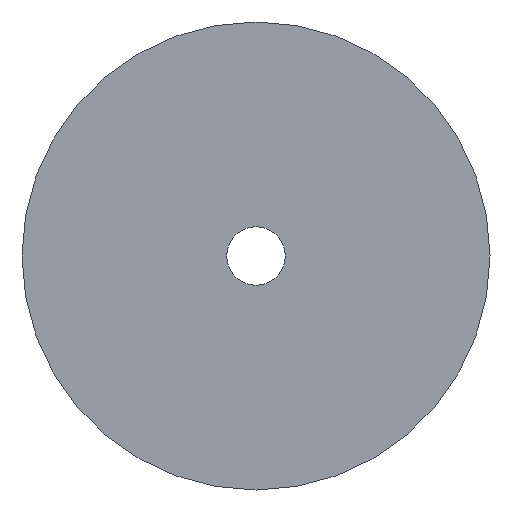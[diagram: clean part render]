
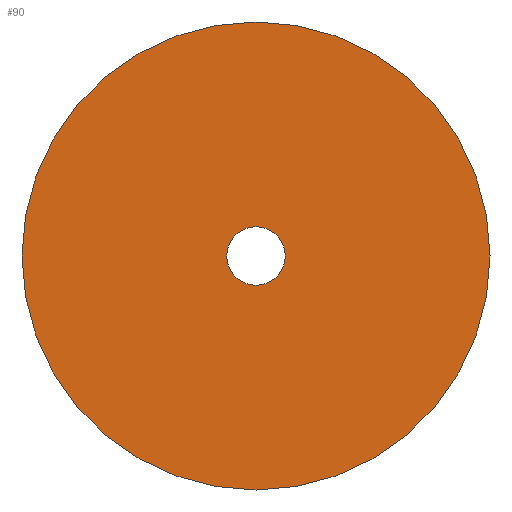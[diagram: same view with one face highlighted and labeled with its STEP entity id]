
A CAD part, front view. The second image highlights one B-rep face of the part: STEP entity #90.
In plain terms, the highlighted planar face has unit normal (0, -1, 0).
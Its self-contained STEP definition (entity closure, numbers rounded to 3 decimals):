
#12 = EDGE_CURVE ( 'NONE', #13, #14, #180, .T. ) ;
#13 = VERTEX_POINT ( 'NONE', #175 ) ;
#14 = VERTEX_POINT ( 'NONE', #174 ) ;
#48 = VERTEX_POINT ( 'NONE', #194 ) ;
#50 = EDGE_CURVE ( 'NONE', #48, #65, #202, .T. ) ;
#56 = ORIENTED_EDGE ( 'NONE', *, *, #50, .F. ) ;
#57 = EDGE_LOOP ( 'NONE', ( #59, #89 ) ) ;
#58 = EDGE_LOOP ( 'NONE', ( #91, #56 ) ) ;
#59 = ORIENTED_EDGE ( 'NONE', *, *, #96, .T. ) ;
#65 = VERTEX_POINT ( 'NONE', #197 ) ;
#89 = ORIENTED_EDGE ( 'NONE', *, *, #12, .T. ) ;
#90 = ADVANCED_FACE ( 'NONE', ( #377, #376 ), #375, .F. ) ;
#91 = ORIENTED_EDGE ( 'NONE', *, *, #92, .F. ) ;
#92 = EDGE_CURVE ( 'NONE', #65, #48, #370, .T. ) ;
#96 = EDGE_CURVE ( 'NONE', #14, #13, #365, .T. ) ;
#174 = CARTESIAN_POINT ( 'NONE',  ( 0., -22., 2.5 ) ) ;
#175 = CARTESIAN_POINT ( 'NONE',  ( 0., -22., -2.5 ) ) ;
#176 = DIRECTION ( 'NONE',  ( 0., 0., 1. ) ) ;
#177 = DIRECTION ( 'NONE',  ( 0., 1., 0. ) ) ;
#178 = CARTESIAN_POINT ( 'NONE',  ( 0., -22., 0. ) ) ;
#179 = AXIS2_PLACEMENT_3D ( 'NONE', #178, #177, #176 ) ;
#180 = CIRCLE ( 'NONE', #179, 2.5 ) ;
#194 = CARTESIAN_POINT ( 'NONE',  ( 0., -22., 20. ) ) ;
#197 = CARTESIAN_POINT ( 'NONE',  ( 0., -22., -20. ) ) ;
#202 = CIRCLE ( 'NONE', #217, 20. ) ;
#207 = DIRECTION ( 'NONE',  ( 0., 0., 1. ) ) ;
#208 = DIRECTION ( 'NONE',  ( 0., 1., 0. ) ) ;
#212 = CARTESIAN_POINT ( 'NONE',  ( 0., -22., 0. ) ) ;
#217 = AXIS2_PLACEMENT_3D ( 'NONE', #212, #208, #207 ) ;
#361 = DIRECTION ( 'NONE',  ( 0., 0., 1. ) ) ;
#362 = DIRECTION ( 'NONE',  ( 0., 1., 0. ) ) ;
#363 = CARTESIAN_POINT ( 'NONE',  ( 0., -22., 0. ) ) ;
#364 = AXIS2_PLACEMENT_3D ( 'NONE', #363, #362, #361 ) ;
#365 = CIRCLE ( 'NONE', #364, 2.5 ) ;
#366 = DIRECTION ( 'NONE',  ( 0., 0., 1. ) ) ;
#367 = DIRECTION ( 'NONE',  ( 0., 1., 0. ) ) ;
#368 = CARTESIAN_POINT ( 'NONE',  ( 0., -22., 0. ) ) ;
#369 = AXIS2_PLACEMENT_3D ( 'NONE', #368, #367, #366 ) ;
#370 = CIRCLE ( 'NONE', #369, 20. ) ;
#371 = DIRECTION ( 'NONE',  ( 0., 0., 1. ) ) ;
#372 = DIRECTION ( 'NONE',  ( 0., 1., 0. ) ) ;
#373 = CARTESIAN_POINT ( 'NONE',  ( 2.5, -22., 0. ) ) ;
#374 = AXIS2_PLACEMENT_3D ( 'NONE', #373, #372, #371 ) ;
#375 = PLANE ( 'NONE',  #374 ) ;
#376 = FACE_BOUND ( 'NONE', #57, .T. ) ;
#377 = FACE_OUTER_BOUND ( 'NONE', #58, .T. ) ;
